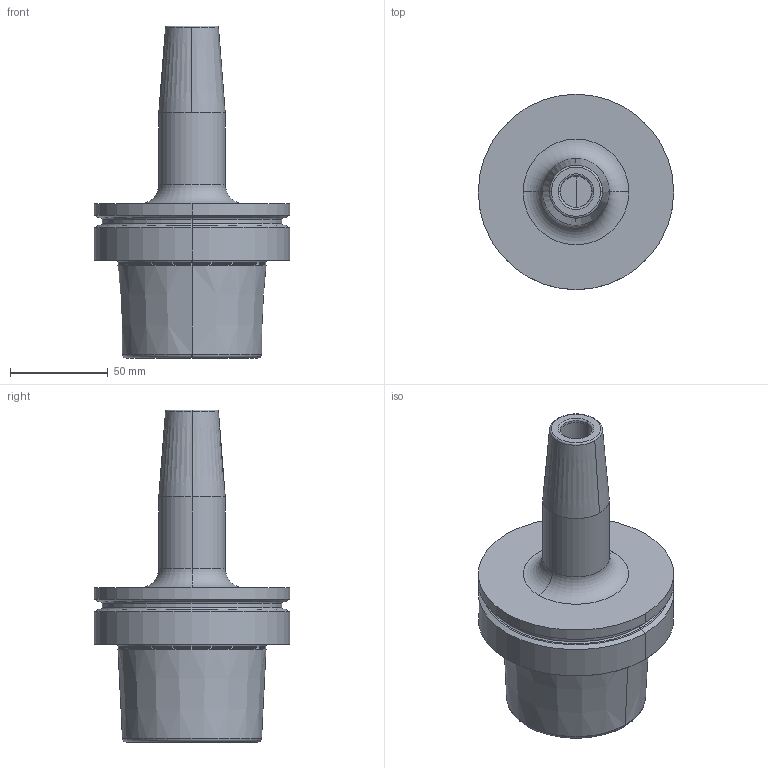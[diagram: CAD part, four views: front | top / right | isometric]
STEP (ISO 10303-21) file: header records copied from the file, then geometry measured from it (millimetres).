
FILE_DESCRIPTION((''),'2;1');
FILE_NAME('30338433','2021-08-05T10:30:33',('Siewertk'),(''),'CREO PARAMETRIC BY PTC INC, 2019030','CREO PARAMETRIC BY PTC INC, 2019030','');
FILE_SCHEMA(('AP242_MANAGED_MODEL_BASED_3D_ENGINEERING_MIM_LF { 1 0 10303 442 1 1 4 }'));
Length unit declared in the file: millimetre
Products named in the file (1): 30338433
Bounding box: 100 x 100 x 169.9 mm (x, y, z)
Volume: 500538.1 mm3; surface area: 96230.4 mm2
Topology: 1 solids, 3 shells, 116 faces, 468 edges, 364 vertices
Faces by surface type: cone 32, torus 32, cylinder 28, plane 24
Entity records: 6797 total; most frequent: DIRECTION 993, CARTESIAN_POINT 809, PRESENTATION_STYLE_ASSIGNMENT 486, STYLED_ITEM 486, CURVE_STYLE 481, ORIENTED_EDGE 452, AXIS2_PLACEMENT_3D 367, EDGE_CURVE 286
